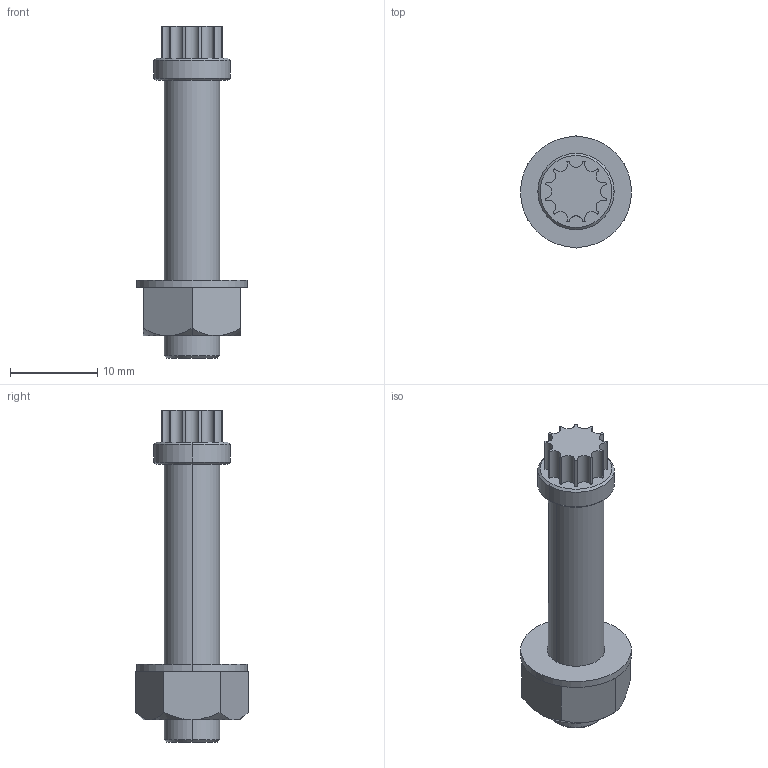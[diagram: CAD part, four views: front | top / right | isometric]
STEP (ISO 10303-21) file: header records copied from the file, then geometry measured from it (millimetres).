
FILE_DESCRIPTION (( 'STEP AP203' ), '1' );
FILE_NAME ('190061 rev A.STEP', '2011-08-22T20:11:06', ( '' ), ( '' ), 'SwSTEP 2.0', 'SolidWorks 2010', '' );
FILE_SCHEMA (( 'CONFIG_CONTROL_DESIGN' ));
Length unit declared in the file: inch
Products named in the file (1): 190061 rev A
Bounding box: 12.7 x 12.83 x 37.97 mm (x, y, z)
Surface area: 1528.2 mm2 (no closed solid volume)
Topology: 0 solids, 3 shells, 66 faces, 163 edges, 105 vertices
Faces by surface type: cylinder 37, cone 15, plane 14
Entity records: 2121 total; most frequent: CARTESIAN_POINT 411, DIRECTION 378, ORIENTED_EDGE 322, EDGE_CURVE 163, AXIS2_PLACEMENT_3D 160, VERTEX_POINT 105, CIRCLE 93, EDGE_LOOP 72
